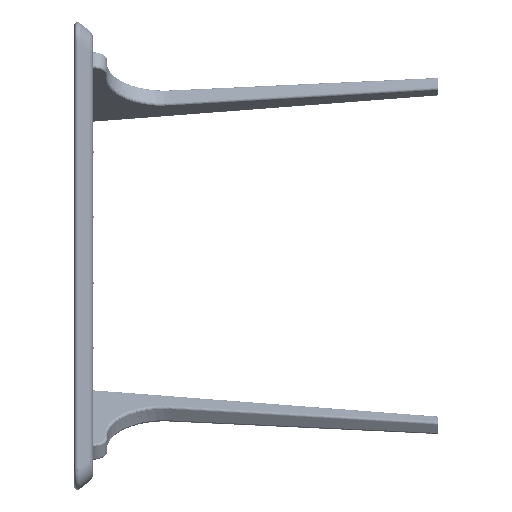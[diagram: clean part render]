
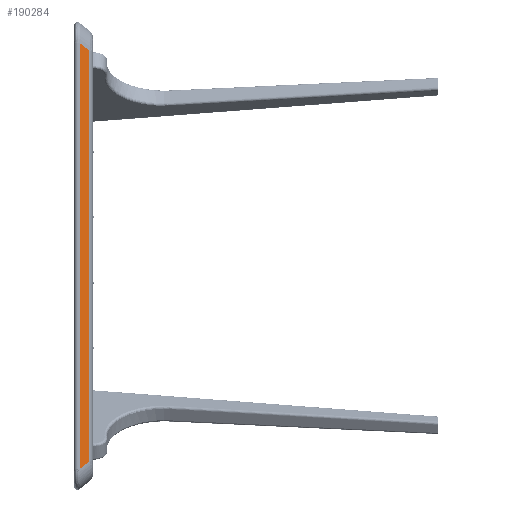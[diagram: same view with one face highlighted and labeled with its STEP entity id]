
A CAD part, left-side view. The second image highlights one B-rep face of the part: STEP entity #190284.
In plain terms, the highlighted planar face has unit normal (-0.777, -0.629, 0).
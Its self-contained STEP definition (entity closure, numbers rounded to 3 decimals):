
#1083 = CARTESIAN_POINT ( 'NONE',  ( -1207.75, 40., 507.75 ) ) ;
#3395 = ORIENTED_EDGE ( 'NONE', *, *, #276064, .T. ) ;
#20424 = PLANE ( 'NONE',  #265396 ) ;
#22696 = CARTESIAN_POINT ( 'NONE',  ( -931.788, -300.784, -189.045 ) ) ;
#27187 = EDGE_LOOP ( 'NONE', ( #268066, #47275, #3395, #193628 ) ) ;
#41093 = DIRECTION ( 'NONE',  ( 0., 0., -1. ) ) ;
#42556 = VERTEX_POINT ( 'NONE', #47472 ) ;
#47275 = ORIENTED_EDGE ( 'NONE', *, *, #273238, .T. ) ;
#47472 = CARTESIAN_POINT ( 'NONE',  ( -1181.662, 7.784, -438.919 ) ) ;
#63747 = DIRECTION ( 'NONE',  ( 0., 0., 1. ) ) ;
#65882 = VERTEX_POINT ( 'NONE', #184708 ) ;
#68103 = LINE ( 'NONE', #179207, #168220 ) ;
#70627 = FACE_OUTER_BOUND ( 'NONE', #27187, .T. ) ;
#75905 = EDGE_CURVE ( 'NONE', #215985, #42556, #274340, .T. ) ;
#83861 = CARTESIAN_POINT ( 'NONE',  ( -1219.876, 54.974, 477.133 ) ) ;
#87073 = DIRECTION ( 'NONE',  ( 0.629, -0.777, 0. ) ) ;
#88546 = DIRECTION ( 'NONE',  ( -0.777, -0.629, 0. ) ) ;
#90782 = DIRECTION ( 'NONE',  ( 0.533, -0.658, 0.533 ) ) ;
#104767 = CARTESIAN_POINT ( 'NONE',  ( -1198.514, 28.595, 507.75 ) ) ;
#111359 = VECTOR ( 'NONE', #128254, 1000. ) ;
#112307 = EDGE_CURVE ( 'NONE', #65882, #215985, #283945, .T. ) ;
#128254 = DIRECTION ( 'NONE',  ( -0.533, 0.658, 0.533 ) ) ;
#145614 = VECTOR ( 'NONE', #90782, 1000. ) ;
#168220 = VECTOR ( 'NONE', #63747, 1000. ) ;
#179207 = CARTESIAN_POINT ( 'NONE',  ( -1181.662, 7.784, 432.616 ) ) ;
#184708 = CARTESIAN_POINT ( 'NONE',  ( -1198.514, 28.595, 455.771 ) ) ;
#190284 = ADVANCED_FACE ( 'NONE', ( #70627 ), #20424, .T. ) ;
#193628 = ORIENTED_EDGE ( 'NONE', *, *, #112307, .T. ) ;
#205875 = VECTOR ( 'NONE', #41093, 1000. ) ;
#215985 = VERTEX_POINT ( 'NONE', #223000 ) ;
#223000 = CARTESIAN_POINT ( 'NONE',  ( -1198.514, 28.595, -455.771 ) ) ;
#249094 = VERTEX_POINT ( 'NONE', #252911 ) ;
#252911 = CARTESIAN_POINT ( 'NONE',  ( -1181.662, 7.784, 438.919 ) ) ;
#265396 = AXIS2_PLACEMENT_3D ( 'NONE', #1083, #88546, #87073 ) ;
#268066 = ORIENTED_EDGE ( 'NONE', *, *, #75905, .T. ) ;
#273238 = EDGE_CURVE ( 'NONE', #42556, #249094, #68103, .T. ) ;
#274340 = LINE ( 'NONE', #22696, #145614 ) ;
#276064 = EDGE_CURVE ( 'NONE', #249094, #65882, #278355, .T. ) ;
#278355 = LINE ( 'NONE', #83861, #111359 ) ;
#283945 = LINE ( 'NONE', #104767, #205875 ) ;
